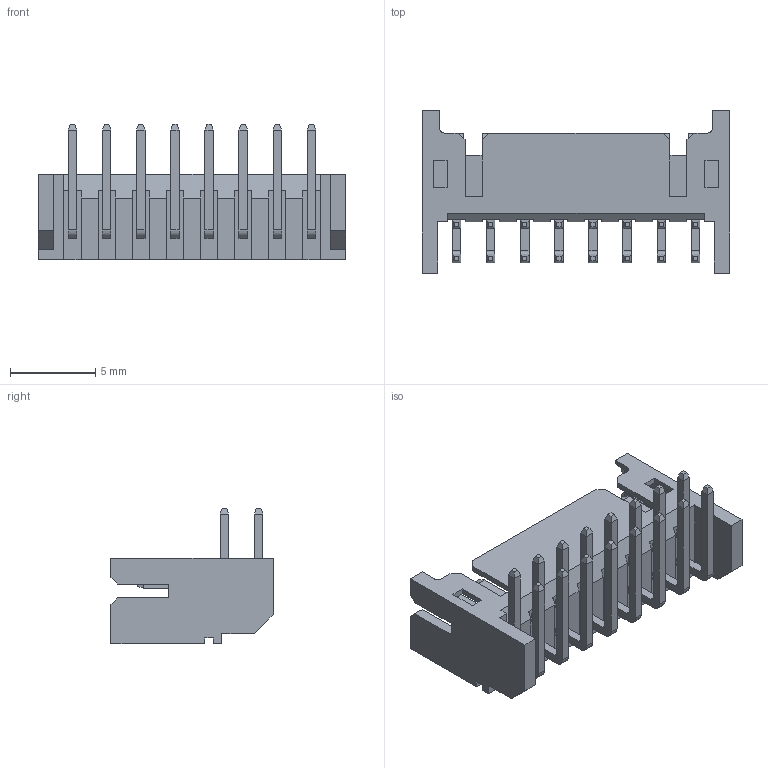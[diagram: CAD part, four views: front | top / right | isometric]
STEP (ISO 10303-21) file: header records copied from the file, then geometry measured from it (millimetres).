
FILE_DESCRIPTION( ('This file contains a STEP AP42 implementation' ,'as created by ZW3D STEP Interface translator.') ,'2;1' );
FILE_NAME( 'WF2002-WRXXXX1.stp' ,'23 419.11 613', (''), ('ZWCAD Software Co.'), 'Version 1.0', 'ZW3D to STEP translator', '' );
FILE_SCHEMA(('AUTOMOTIVE_DESIGN { 1 0 10303 214 1 1 1 1 }'));
Length unit declared in the file: millimetre
Products named in the file (2): 0; WF2002-WRXXXX1
Bounding box: 18 x 9.5 x 7.95 mm (x, y, z)
Volume: 212.8 mm3; surface area: 1008 mm2
Topology: 1 solids, 1 shells, 467 faces, 1163 edges, 728 vertices
Faces by surface type: plane 429, cylinder 38
Entity records: 14005 total; most frequent: CARTESIAN_POINT 2383, ORIENTED_EDGE 2326, DIRECTION 2167, EDGE_CURVE 1163, VECTOR 1087, LINE 1087, VERTEX_POINT 728, AXIS2_PLACEMENT_3D 540
